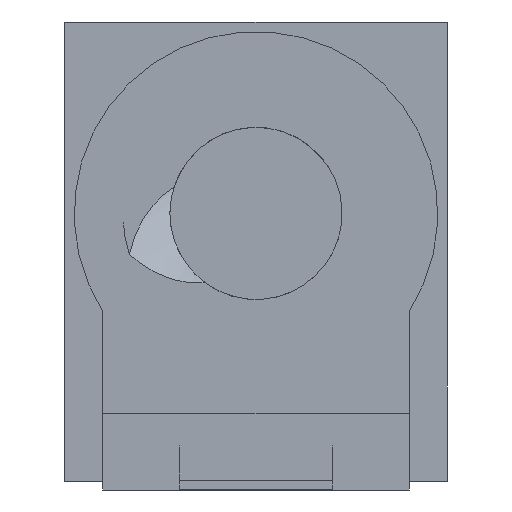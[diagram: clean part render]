
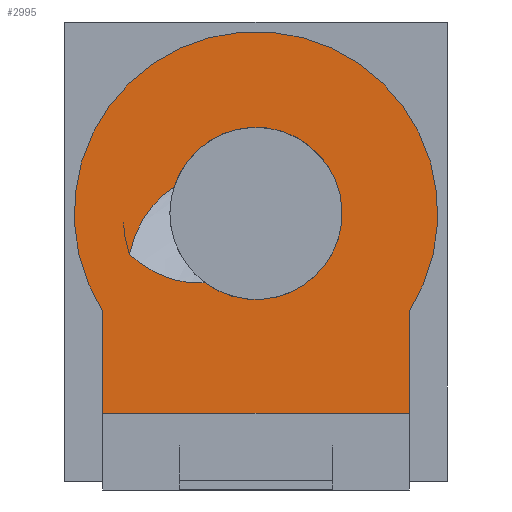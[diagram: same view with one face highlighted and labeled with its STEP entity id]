
A CAD part, front view. The second image highlights one B-rep face of the part: STEP entity #2995.
In plain terms, the highlighted planar face has unit normal (0, -1, 0).
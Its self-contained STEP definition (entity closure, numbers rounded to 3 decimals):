
#19=FACE_BOUND('',#345,.T.);
#76=PLANE('',#3197);
#166=FACE_OUTER_BOUND('',#344,.T.);
#344=EDGE_LOOP('',(#2052,#2053,#2054,#2055));
#345=EDGE_LOOP('',(#2056,#2057,#2058));
#530=CIRCLE('',#3179,2.25);
#539=CIRCLE('',#3196,4.75);
#653=B_SPLINE_CURVE_WITH_KNOTS('',3,(#4380,#4381,#4382,#4383,#4384,#4385,
#4386,#4387,#4388,#4389,#4390,#4391,#4392,#4393,#4394,#4395,#4396,#4397,
#4398,#4399,#4400,#4401,#4402,#4403,#4404,#4405,#4406,#4407,#4408,#4409,
#4410),.UNSPECIFIED.,.F.,.F.,(4,3,3,3,3,3,3,3,3,3,4),(0.,0.021,
0.042,0.065,0.088,0.112,
0.136,0.15,0.176,0.202,0.217),
 .UNSPECIFIED.);
#654=B_SPLINE_CURVE_WITH_KNOTS('',3,(#4411,#4412,#4413,#4414,#4415,#4416,
#4417,#4418,#4419,#4420,#4421,#4422,#4423,#4424,#4425,#4426,#4427,#4428,
#4429,#4430,#4431,#4432,#4433,#4434,#4435,#4436,#4437,#4438,#4439,#4440,
#4441,#4442,#4443,#4444,#4445,#4446,#4447),.UNSPECIFIED.,.F.,.F.,(4,3,3,
3,3,3,3,3,3,3,3,3,4),(0.,0.032,0.066,0.102,
0.119,0.122,0.125,0.151,
0.171,0.18,0.188,0.211,
0.233),.UNSPECIFIED.);
#775=LINE('',#4375,#1009);
#776=LINE('',#4377,#1010);
#777=LINE('',#4378,#1011);
#1009=VECTOR('',#3494,10.);
#1010=VECTOR('',#3495,10.);
#1011=VECTOR('',#3496,10.);
#1230=VERTEX_POINT('',#4196);
#1231=VERTEX_POINT('',#4202);
#1249=VERTEX_POINT('',#4365);
#1252=VERTEX_POINT('',#4370);
#1253=VERTEX_POINT('',#4374);
#1254=VERTEX_POINT('',#4376);
#1255=VERTEX_POINT('',#4379);
#1537=EDGE_CURVE('',#1231,#1230,#530,.T.);
#1567=EDGE_CURVE('',#1252,#1249,#539,.T.);
#1568=EDGE_CURVE('',#1253,#1252,#775,.T.);
#1569=EDGE_CURVE('',#1253,#1254,#776,.T.);
#1570=EDGE_CURVE('',#1254,#1249,#777,.T.);
#1571=EDGE_CURVE('',#1230,#1255,#653,.T.);
#1572=EDGE_CURVE('',#1255,#1231,#654,.T.);
#2052=ORIENTED_EDGE('',*,*,#1567,.F.);
#2053=ORIENTED_EDGE('',*,*,#1568,.F.);
#2054=ORIENTED_EDGE('',*,*,#1569,.T.);
#2055=ORIENTED_EDGE('',*,*,#1570,.T.);
#2056=ORIENTED_EDGE('',*,*,#1571,.T.);
#2057=ORIENTED_EDGE('',*,*,#1572,.T.);
#2058=ORIENTED_EDGE('',*,*,#1537,.T.);
#2995=ADVANCED_FACE('',(#166,#19),#76,.F.);
#3179=AXIS2_PLACEMENT_3D('',#4203,#3442,#3443);
#3196=AXIS2_PLACEMENT_3D('',#4372,#3490,#3491);
#3197=AXIS2_PLACEMENT_3D('',#4373,#3492,#3493);
#3442=DIRECTION('center_axis',(0.,1.,0.));
#3443=DIRECTION('ref_axis',(1.,0.,0.));
#3490=DIRECTION('center_axis',(0.,1.,0.));
#3491=DIRECTION('ref_axis',(1.,0.,0.));
#3492=DIRECTION('center_axis',(0.,1.,0.));
#3493=DIRECTION('ref_axis',(1.,0.,0.));
#3494=DIRECTION('',(0.,0.,1.));
#3495=DIRECTION('',(1.,0.,0.));
#3496=DIRECTION('',(0.,0.,1.));
#4196=CARTESIAN_POINT('',(-1.329,0.,-1.816));
#4202=CARTESIAN_POINT('',(-2.146,0.,0.676));
#4203=CARTESIAN_POINT('Origin',(0.,0.,0.));
#4365=CARTESIAN_POINT('',(4.,0.,-2.562));
#4370=CARTESIAN_POINT('',(-4.,0.,-2.562));
#4372=CARTESIAN_POINT('Origin',(0.,0.,0.));
#4373=CARTESIAN_POINT('Origin',(0.,0.,0.));
#4374=CARTESIAN_POINT('',(-4.,0.,-5.226));
#4375=CARTESIAN_POINT('',(-4.,0.,-4.726));
#4376=CARTESIAN_POINT('',(4.,0.,-5.226));
#4377=CARTESIAN_POINT('',(0.,0.,-5.226));
#4378=CARTESIAN_POINT('',(4.,0.,-3.726));
#4379=CARTESIAN_POINT('',(-3.309,0.,-1.075));
#4380=CARTESIAN_POINT('Ctrl Pts',(-1.329,0.,
-1.816));
#4381=CARTESIAN_POINT('Ctrl Pts',(-1.397,0.,
-1.821));
#4382=CARTESIAN_POINT('Ctrl Pts',(-1.466,0.,
-1.824));
#4383=CARTESIAN_POINT('Ctrl Pts',(-1.534,0.,
-1.823));
#4384=CARTESIAN_POINT('Ctrl Pts',(-1.605,0.,
-1.822));
#4385=CARTESIAN_POINT('Ctrl Pts',(-1.677,0.,
-1.817));
#4386=CARTESIAN_POINT('Ctrl Pts',(-1.748,0.,
-1.809));
#4387=CARTESIAN_POINT('Ctrl Pts',(-1.823,0.,
-1.801));
#4388=CARTESIAN_POINT('Ctrl Pts',(-1.898,0.,
-1.789));
#4389=CARTESIAN_POINT('Ctrl Pts',(-1.973,0.,
-1.773));
#4390=CARTESIAN_POINT('Ctrl Pts',(-2.047,0.,
-1.758));
#4391=CARTESIAN_POINT('Ctrl Pts',(-2.121,0.,
-1.738));
#4392=CARTESIAN_POINT('Ctrl Pts',(-2.194,0.,
-1.716));
#4393=CARTESIAN_POINT('Ctrl Pts',(-2.27,0.,
-1.693));
#4394=CARTESIAN_POINT('Ctrl Pts',(-2.345,0.,
-1.666));
#4395=CARTESIAN_POINT('Ctrl Pts',(-2.418,0.,
-1.636));
#4396=CARTESIAN_POINT('Ctrl Pts',(-2.494,0.,
-1.605));
#4397=CARTESIAN_POINT('Ctrl Pts',(-2.569,0.,
-1.57));
#4398=CARTESIAN_POINT('Ctrl Pts',(-2.642,0.,
-1.533));
#4399=CARTESIAN_POINT('Ctrl Pts',(-2.683,0.,
-1.512));
#4400=CARTESIAN_POINT('Ctrl Pts',(-2.723,0.,
-1.49));
#4401=CARTESIAN_POINT('Ctrl Pts',(-2.763,0.,
-1.467));
#4402=CARTESIAN_POINT('Ctrl Pts',(-2.838,0.,
-1.423));
#4403=CARTESIAN_POINT('Ctrl Pts',(-2.912,0.,
-1.377));
#4404=CARTESIAN_POINT('Ctrl Pts',(-2.983,0.,
-1.327));
#4405=CARTESIAN_POINT('Ctrl Pts',(-3.056,0.,
-1.276));
#4406=CARTESIAN_POINT('Ctrl Pts',(-3.127,0.,
-1.222));
#4407=CARTESIAN_POINT('Ctrl Pts',(-3.196,0.,
-1.165));
#4408=CARTESIAN_POINT('Ctrl Pts',(-3.234,0.,
-1.134));
#4409=CARTESIAN_POINT('Ctrl Pts',(-3.271,0.,
-1.102));
#4410=CARTESIAN_POINT('Ctrl Pts',(-3.307,0.,
-1.069));
#4411=CARTESIAN_POINT('Ctrl Pts',(-3.309,0.,
-1.075));
#4412=CARTESIAN_POINT('Ctrl Pts',(-3.287,0.,
-0.971));
#4413=CARTESIAN_POINT('Ctrl Pts',(-3.26,0.,
-0.869));
#4414=CARTESIAN_POINT('Ctrl Pts',(-3.229,0.,
-0.771));
#4415=CARTESIAN_POINT('Ctrl Pts',(-3.196,0.,
-0.665));
#4416=CARTESIAN_POINT('Ctrl Pts',(-3.157,0.,
-0.563));
#4417=CARTESIAN_POINT('Ctrl Pts',(-3.114,0.,
-0.465));
#4418=CARTESIAN_POINT('Ctrl Pts',(-3.067,0.,
-0.361));
#4419=CARTESIAN_POINT('Ctrl Pts',(-3.016,0.,
-0.261));
#4420=CARTESIAN_POINT('Ctrl Pts',(-2.96,0.,
-0.166));
#4421=CARTESIAN_POINT('Ctrl Pts',(-2.934,0.,
-0.123));
#4422=CARTESIAN_POINT('Ctrl Pts',(-2.907,0.,
-0.08));
#4423=CARTESIAN_POINT('Ctrl Pts',(-2.88,0.,-0.039));
#4424=CARTESIAN_POINT('Ctrl Pts',(-2.874,0.,
-0.031));
#4425=CARTESIAN_POINT('Ctrl Pts',(-2.868,0.,
-0.022));
#4426=CARTESIAN_POINT('Ctrl Pts',(-2.862,0.,
-0.013));
#4427=CARTESIAN_POINT('Ctrl Pts',(-2.857,0.,
-0.005));
#4428=CARTESIAN_POINT('Ctrl Pts',(-2.851,0.,
0.003));
#4429=CARTESIAN_POINT('Ctrl Pts',(-2.845,0.,
0.012));
#4430=CARTESIAN_POINT('Ctrl Pts',(-2.802,0.,
0.073));
#4431=CARTESIAN_POINT('Ctrl Pts',(-2.755,0.,
0.133));
#4432=CARTESIAN_POINT('Ctrl Pts',(-2.707,0.,
0.191));
#4433=CARTESIAN_POINT('Ctrl Pts',(-2.667,0.,
0.239));
#4434=CARTESIAN_POINT('Ctrl Pts',(-2.625,0.,
0.285));
#4435=CARTESIAN_POINT('Ctrl Pts',(-2.581,0.,
0.329));
#4436=CARTESIAN_POINT('Ctrl Pts',(-2.564,0.,
0.347));
#4437=CARTESIAN_POINT('Ctrl Pts',(-2.546,0.,
0.365));
#4438=CARTESIAN_POINT('Ctrl Pts',(-2.527,0.,
0.382));
#4439=CARTESIAN_POINT('Ctrl Pts',(-2.509,0.,
0.399));
#4440=CARTESIAN_POINT('Ctrl Pts',(-2.491,0.,
0.416));
#4441=CARTESIAN_POINT('Ctrl Pts',(-2.472,0.,
0.433));
#4442=CARTESIAN_POINT('Ctrl Pts',(-2.422,0.,
0.479));
#4443=CARTESIAN_POINT('Ctrl Pts',(-2.369,0.,
0.522));
#4444=CARTESIAN_POINT('Ctrl Pts',(-2.315,0.,
0.563));
#4445=CARTESIAN_POINT('Ctrl Pts',(-2.26,0.,
0.603));
#4446=CARTESIAN_POINT('Ctrl Pts',(-2.204,0.,
0.641));
#4447=CARTESIAN_POINT('Ctrl Pts',(-2.146,0.,
0.677));
